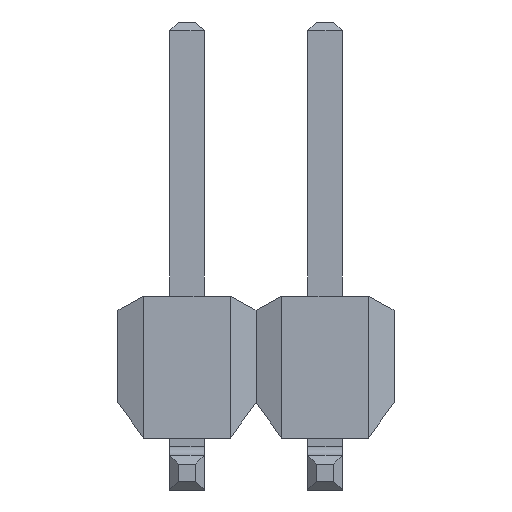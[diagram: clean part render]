
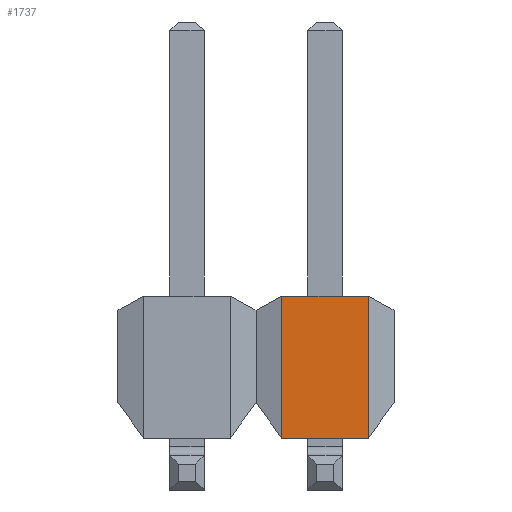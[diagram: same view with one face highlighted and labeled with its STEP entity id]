
A CAD part, front view. The second image highlights one B-rep face of the part: STEP entity #1737.
In plain terms, the highlighted planar face has unit normal (0, -1, 0).
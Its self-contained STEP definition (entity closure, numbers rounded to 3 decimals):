
#1737=ADVANCED_FACE($,(#1743),#1738,.F.);
#1738=PLANE($,#1739);
#1739=AXIS2_PLACEMENT_3D($,#1740,#1741,#1742);
#1740=CARTESIAN_POINT('Origin',(0.476,-2.521,0.952));
#1741=DIRECTION('center_axis',(0.0,1.0,0.0));
#1742=DIRECTION('ref_axis',(0.,0.,1.));
#1743=FACE_OUTER_BOUND($,#1744,.T.);
#1744=EDGE_LOOP($,(#1745,#1755,#1765,#1775));
#1745=ORIENTED_EDGE($,*,*,#1746,.F.);
#1746=EDGE_CURVE($,#1747,#1749,#1751,.T.);
#1747=VERTEX_POINT($,#1748);
#1748=CARTESIAN_POINT('',(2.064,-2.521,0.952));
#1749=VERTEX_POINT($,#1750);
#1750=CARTESIAN_POINT('',(0.476,-2.521,0.952));
#1751=LINE($,#1752,#1753);
#1752=CARTESIAN_POINT($,(2.064,-2.521,0.952));
#1753=VECTOR($,#1754,1.588);
#1754=DIRECTION($,(-1.0,0.0,0.0));
#1755=ORIENTED_EDGE($,*,*,#1756,.F.);
#1756=EDGE_CURVE($,#1757,#1759,#1761,.T.);
#1757=VERTEX_POINT($,#1758);
#1758=CARTESIAN_POINT('',(2.064,-2.521,3.569));
#1759=VERTEX_POINT($,#1748);
#1761=LINE($,#1762,#1763);
#1762=CARTESIAN_POINT($,(2.064,-2.521,3.569));
#1763=VECTOR($,#1764,2.616);
#1764=DIRECTION($,(0.0,0.0,-1.0));
#1765=ORIENTED_EDGE($,*,*,#1766,.F.);
#1766=EDGE_CURVE($,#1767,#1769,#1771,.T.);
#1767=VERTEX_POINT($,#1768);
#1768=CARTESIAN_POINT('',(0.476,-2.521,3.569));
#1769=VERTEX_POINT($,#1758);
#1771=LINE($,#1772,#1773);
#1772=CARTESIAN_POINT($,(0.476,-2.521,3.569));
#1773=VECTOR($,#1774,1.588);
#1774=DIRECTION($,(1.0,0.0,0.0));
#1775=ORIENTED_EDGE($,*,*,#1776,.F.);
#1776=EDGE_CURVE($,#1777,#1779,#1781,.T.);
#1777=VERTEX_POINT($,#1750);
#1779=VERTEX_POINT($,#1768);
#1781=LINE($,#1782,#1783);
#1782=CARTESIAN_POINT($,(0.476,-2.521,0.952));
#1783=VECTOR($,#1784,2.616);
#1784=DIRECTION($,(0.0,0.0,1.0));
